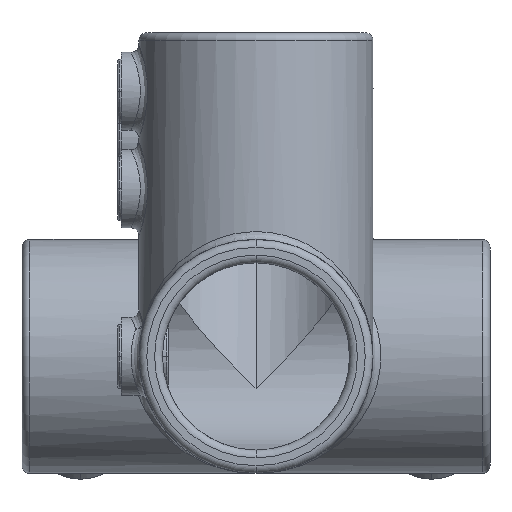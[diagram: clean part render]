
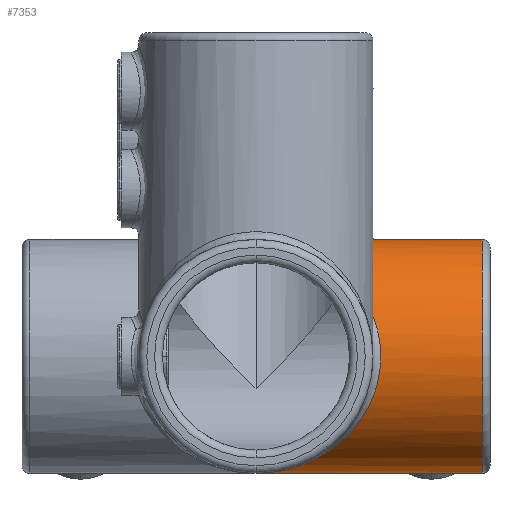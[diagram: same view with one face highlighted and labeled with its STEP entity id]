
A CAD part, front view. The second image highlights one B-rep face of the part: STEP entity #7353.
In plain terms, the highlighted cylindrical face has radius 30 mm (diameter 60 mm), a partial arc.
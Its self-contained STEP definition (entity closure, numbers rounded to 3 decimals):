
#332 = VERTEX_POINT ( 'NONE', #2447 ) ;
#630 = DIRECTION ( 'NONE',  ( 0., 0., 1. ) ) ;
#734 = EDGE_CURVE ( 'NONE', #332, #4870, #7324, .T. ) ;
#783 = CARTESIAN_POINT ( 'NONE',  ( 60., 94., -30. ) ) ;
#1320 = LINE ( 'NONE', #2141, #6407 ) ;
#1498 = CARTESIAN_POINT ( 'NONE',  ( 58., 94., -30. ) ) ;
#1577 = EDGE_CURVE ( 'NONE', #1879, #332, #1320, .T. ) ;
#1879 = VERTEX_POINT ( 'NONE', #5318 ) ;
#2141 = CARTESIAN_POINT ( 'NONE',  ( 60., 94., 30. ) ) ;
#2447 = CARTESIAN_POINT ( 'NONE',  ( 30.07, 94., 30. ) ) ;
#2455 = DIRECTION ( 'NONE',  ( -1., 0., 0. ) ) ;
#2533 = LINE ( 'NONE', #783, #3601 ) ;
#2616 = CARTESIAN_POINT ( 'NONE',  ( 30.07, 94., 30. ) ) ;
#2746 = EDGE_CURVE ( 'NONE', #6508, #1879, #5648, .T. ) ;
#2850 = CARTESIAN_POINT ( 'NONE',  ( 60., 94., 0. ) ) ;
#2873 = EDGE_CURVE ( 'NONE', #4870, #7404, #4025, .T. ) ;
#2979 = ORIENTED_EDGE ( 'NONE', *, *, #734, .T. ) ;
#3021 = CARTESIAN_POINT ( 'NONE',  ( 27.806, 87.794, 30. ) ) ;
#3601 = VECTOR ( 'NONE', #5753, 1000. ) ;
#3715 = ORIENTED_EDGE ( 'NONE', *, *, #2873, .T. ) ;
#4025 =( BOUNDED_CURVE ( )  B_SPLINE_CURVE ( 3, ( #5453, #5544, #5421, #5419 ),
 .UNSPECIFIED., .F., .T. ) 
 B_SPLINE_CURVE_WITH_KNOTS ( ( 4, 4 ),
 ( 2.182, 4.712 ),
 .UNSPECIFIED. ) 
 CURVE ( )  GEOMETRIC_REPRESENTATION_ITEM ( )  RATIONAL_B_SPLINE_CURVE ( ( 1., 0.534, 0.534, 1. ) ) 
 REPRESENTATION_ITEM ( '' )  );
#4204 = ORIENTED_EDGE ( 'NONE', *, *, #6467, .F. ) ;
#4830 = ORIENTED_EDGE ( 'NONE', *, *, #2746, .T. ) ;
#4870 = VERTEX_POINT ( 'NONE', #7037 ) ;
#5318 = CARTESIAN_POINT ( 'NONE',  ( 58., 94., 30. ) ) ;
#5419 = CARTESIAN_POINT ( 'NONE',  ( 0., 94., -30. ) ) ;
#5421 = CARTESIAN_POINT ( 'NONE',  ( 38.115, 58.267, -30. ) ) ;
#5453 = CARTESIAN_POINT ( 'NONE',  ( 18.354, 76.793, 24.575 ) ) ;
#5544 = CARTESIAN_POINT ( 'NONE',  ( 49.576, 47.522, 4.079 ) ) ;
#5648 = CIRCLE ( 'NONE', #7320, 30. ) ;
#5753 = DIRECTION ( 'NONE',  ( -1., 0., 0. ) ) ;
#6061 = DIRECTION ( 'NONE',  ( 0., 0., -1. ) ) ;
#6071 = DIRECTION ( 'NONE',  ( -1., 0., 0. ) ) ;
#6076 = CARTESIAN_POINT ( 'NONE',  ( 58., 94., 0. ) ) ;
#6407 = VECTOR ( 'NONE', #2455, 1000. ) ;
#6467 = EDGE_CURVE ( 'NONE', #6508, #7404, #2533, .T. ) ;
#6508 = VERTEX_POINT ( 'NONE', #1498 ) ;
#6666 = CARTESIAN_POINT ( 'NONE',  ( 18.354, 76.793, 24.575 ) ) ;
#6686 = CARTESIAN_POINT ( 'NONE',  ( 23.777, 81.876, 28.134 ) ) ;
#6800 = CYLINDRICAL_SURFACE ( 'NONE', #7623, 30. ) ;
#6935 = FACE_OUTER_BOUND ( 'NONE', #8713, .T. ) ;
#7037 = CARTESIAN_POINT ( 'NONE',  ( 18.354, 76.793, 24.575 ) ) ;
#7320 = AXIS2_PLACEMENT_3D ( 'NONE', #6076, #6071, #6061 ) ;
#7324 =( BOUNDED_CURVE ( )  B_SPLINE_CURVE ( 3, ( #2616, #3021, #6686, #6666 ),
 .UNSPECIFIED., .F., .T. ) 
 B_SPLINE_CURVE_WITH_KNOTS ( ( 4, 4 ),
 ( 0.349, 0.96 ),
 .UNSPECIFIED. ) 
 CURVE ( )  GEOMETRIC_REPRESENTATION_ITEM ( )  RATIONAL_B_SPLINE_CURVE ( ( 1., 0.969, 0.969, 1. ) ) 
 REPRESENTATION_ITEM ( '' )  );
#7353 = ADVANCED_FACE ( 'NONE', ( #6935 ), #6800, .T. ) ;
#7404 = VERTEX_POINT ( 'NONE', #7869 ) ;
#7517 = ORIENTED_EDGE ( 'NONE', *, *, #1577, .T. ) ;
#7623 = AXIS2_PLACEMENT_3D ( 'NONE', #2850, #8998, #630 ) ;
#7869 = CARTESIAN_POINT ( 'NONE',  ( 0., 94., -30. ) ) ;
#8713 = EDGE_LOOP ( 'NONE', ( #4204, #4830, #7517, #2979, #3715 ) ) ;
#8998 = DIRECTION ( 'NONE',  ( -1., 0., 0. ) ) ;
